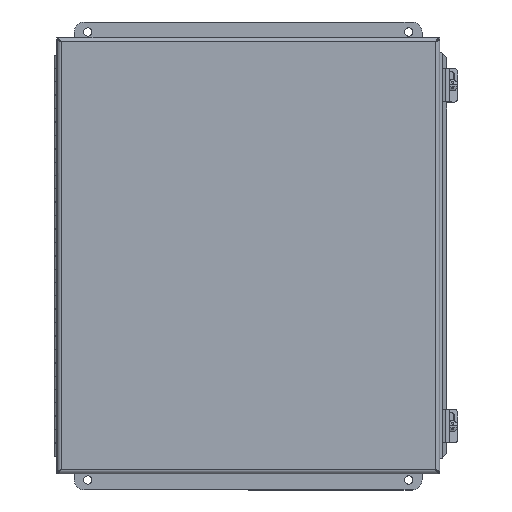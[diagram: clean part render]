
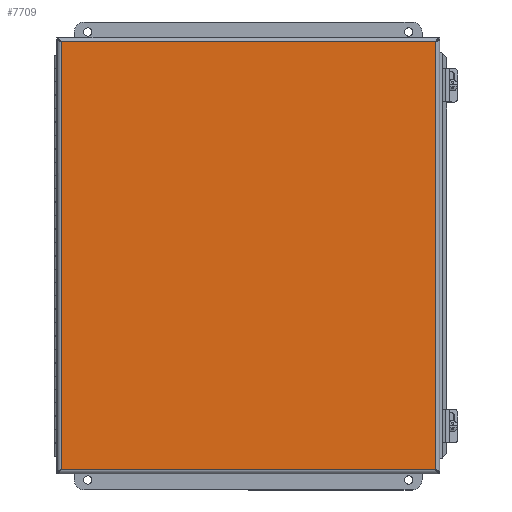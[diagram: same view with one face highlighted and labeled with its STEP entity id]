
A CAD part, top view. The second image highlights one B-rep face of the part: STEP entity #7709.
In plain terms, the highlighted face is planar.
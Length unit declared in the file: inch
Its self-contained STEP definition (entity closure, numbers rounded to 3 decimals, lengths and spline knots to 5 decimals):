
#732=PLANE('',#8476);
#1082=FACE_OUTER_BOUND('',#1558,.T.);
#1558=EDGE_LOOP('',(#6361,#6362,#6363,#6364));
#2280=LINE('',#12957,#2978);
#2306=LINE('',#13192,#3004);
#2326=LINE('',#13290,#3024);
#2327=LINE('',#13293,#3025);
#2978=VECTOR('',#10033,0.3937);
#3004=VECTOR('',#10085,0.3937);
#3024=VECTOR('',#10145,0.3937);
#3025=VECTOR('',#10150,0.3937);
#3565=VERTEX_POINT('',#12737);
#3588=VERTEX_POINT('',#12869);
#3595=VERTEX_POINT('',#12956);
#3599=VERTEX_POINT('',#13093);
#4504=EDGE_CURVE('',#3595,#3588,#2280,.T.);
#4542=EDGE_CURVE('',#3565,#3599,#2306,.T.);
#4569=EDGE_CURVE('',#3588,#3565,#2326,.T.);
#4570=EDGE_CURVE('',#3599,#3595,#2327,.T.);
#6361=ORIENTED_EDGE('',*,*,#4504,.T.);
#6362=ORIENTED_EDGE('',*,*,#4569,.T.);
#6363=ORIENTED_EDGE('',*,*,#4542,.T.);
#6364=ORIENTED_EDGE('',*,*,#4570,.T.);
#7709=ADVANCED_FACE('',(#1082),#732,.F.);
#8476=AXIS2_PLACEMENT_3D('',#13294,#10151,#10152);
#10033=DIRECTION('',(0.,-1.,0.));
#10085=DIRECTION('',(0.,1.,0.));
#10145=DIRECTION('',(-1.,0.,0.));
#10150=DIRECTION('',(1.,0.,0.));
#10151=DIRECTION('center_axis',(0.,0.,1.));
#10152=DIRECTION('ref_axis',(1.,0.,0.));
#12737=CARTESIAN_POINT('',(0.15275,0.15275,0.));
#12869=CARTESIAN_POINT('',(14.15725,0.15275,0.));
#12956=CARTESIAN_POINT('',(14.15725,16.15975,0.));
#12957=CARTESIAN_POINT('',(14.15725,12.158,0.));
#13093=CARTESIAN_POINT('',(0.15275,16.15975,0.));
#13192=CARTESIAN_POINT('',(0.15275,4.1545,0.));
#13290=CARTESIAN_POINT('',(10.65613,0.15275,0.));
#13293=CARTESIAN_POINT('',(3.65387,16.15975,0.));
#13294=CARTESIAN_POINT('Origin',(7.155,8.15625,0.));
